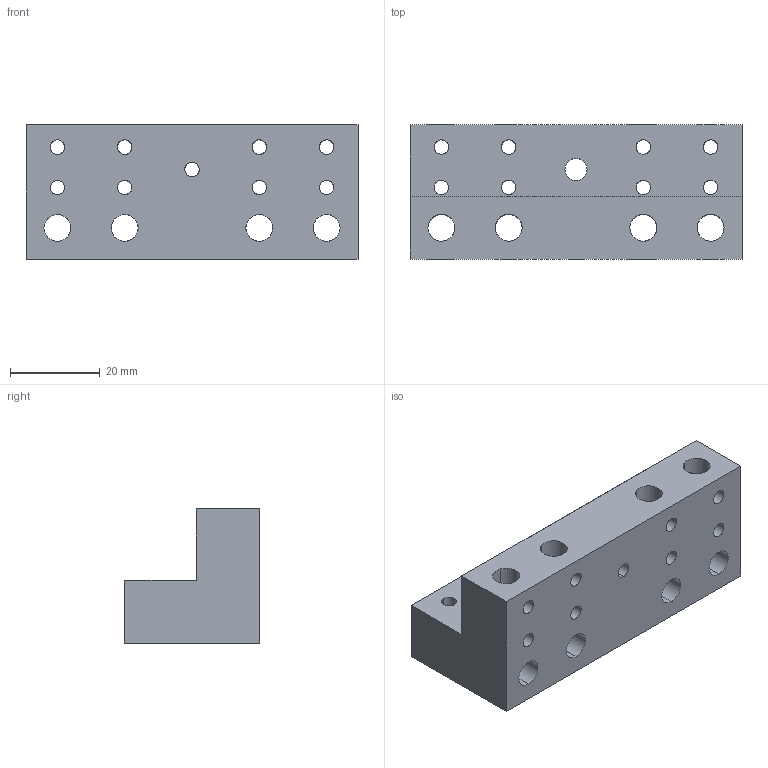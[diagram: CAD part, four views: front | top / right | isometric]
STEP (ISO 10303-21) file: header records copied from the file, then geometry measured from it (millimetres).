
FILE_DESCRIPTION(/* description */ (''),/* implementation_level */ '2;1');
FILE_NAME(/* name */ '63-SAe',/* time_stamp */ '2025-08-07T10:34:38+03:00',/* author */ (''),/* organization */ (''),/* preprocessor_version */ 'ST-DEVELOPER v16.5',/* originating_system */ 'Rhino 7.34',/* authorisation */ '');
FILE_SCHEMA (('AUTOMOTIVE_DESIGN'));
Length unit declared in the file: millimetre
Products named in the file (1): Document
Bounding box: 74 x 30 x 30 mm (x, y, z)
Volume: 39977.8 mm3; surface area: 14808.2 mm2
Topology: 1 solids, 1 shells, 108 faces, 522 edges, 392 vertices
Faces by surface type: cylinder 100, plane 8
Entity records: 8131 total; most frequent: CARTESIAN_POINT 5070, ORIENTED_EDGE 1044, EDGE_CURVE 522, VERTEX_POINT 392, B_SPLINE_CURVE_WITH_KNOTS 294, EDGE_LOOP 176, DIRECTION 112, AXIS2_PLACEMENT_3D 110
